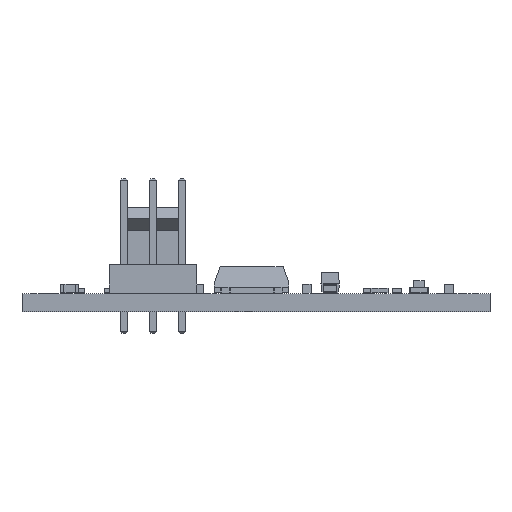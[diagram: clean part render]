
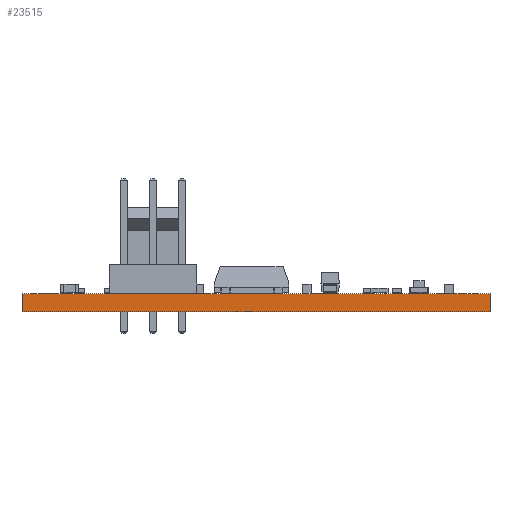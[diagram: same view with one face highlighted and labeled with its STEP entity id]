
A CAD part, front view. The second image highlights one B-rep face of the part: STEP entity #23515.
In plain terms, the highlighted planar face has unit normal (0, -1, 0).
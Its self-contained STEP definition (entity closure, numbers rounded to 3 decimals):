
#23515 = ADVANCED_FACE('',(#23516),#23530,.T.);
#23516 = FACE_BOUND('',#23517,.T.);
#23517 = EDGE_LOOP('',(#23518,#23553,#23581,#23609));
#23518 = ORIENTED_EDGE('',*,*,#23519,.T.);
#23519 = EDGE_CURVE('',#23520,#23522,#23524,.T.);
#23520 = VERTEX_POINT('',#23521);
#23521 = CARTESIAN_POINT('',(186.944,-76.454,0.));
#23522 = VERTEX_POINT('',#23523);
#23523 = CARTESIAN_POINT('',(186.944,-76.454,1.58));
#23524 = SURFACE_CURVE('',#23525,(#23529,#23541),.PCURVE_S1.);
#23525 = LINE('',#23526,#23527);
#23526 = CARTESIAN_POINT('',(186.944,-76.454,0.));
#23527 = VECTOR('',#23528,1.);
#23528 = DIRECTION('',(0.,0.,1.));
#23529 = PCURVE('',#23530,#23535);
#23530 = PLANE('',#23531);
#23531 = AXIS2_PLACEMENT_3D('',#23532,#23533,#23534);
#23532 = CARTESIAN_POINT('',(186.944,-76.454,0.));
#23533 = DIRECTION('',(0.,-1.,0.));
#23534 = DIRECTION('',(-1.,0.,0.));
#23535 = DEFINITIONAL_REPRESENTATION('',(#23536),#23540);
#23536 = LINE('',#23537,#23538);
#23537 = CARTESIAN_POINT('',(0.,-0.));
#23538 = VECTOR('',#23539,1.);
#23539 = DIRECTION('',(0.,-1.));
#23540 = ( GEOMETRIC_REPRESENTATION_CONTEXT(2) 
PARAMETRIC_REPRESENTATION_CONTEXT() REPRESENTATION_CONTEXT('2D SPACE',''
  ) );
#23541 = PCURVE('',#23542,#23547);
#23542 = PLANE('',#23543);
#23543 = AXIS2_PLACEMENT_3D('',#23544,#23545,#23546);
#23544 = CARTESIAN_POINT('',(186.944,-25.4,0.));
#23545 = DIRECTION('',(1.,0.,-0.));
#23546 = DIRECTION('',(0.,-1.,0.));
#23547 = DEFINITIONAL_REPRESENTATION('',(#23548),#23552);
#23548 = LINE('',#23549,#23550);
#23549 = CARTESIAN_POINT('',(51.054,0.));
#23550 = VECTOR('',#23551,1.);
#23551 = DIRECTION('',(0.,-1.));
#23552 = ( GEOMETRIC_REPRESENTATION_CONTEXT(2) 
PARAMETRIC_REPRESENTATION_CONTEXT() REPRESENTATION_CONTEXT('2D SPACE',''
  ) );
#23553 = ORIENTED_EDGE('',*,*,#23554,.T.);
#23554 = EDGE_CURVE('',#23522,#23555,#23557,.T.);
#23555 = VERTEX_POINT('',#23556);
#23556 = CARTESIAN_POINT('',(146.05,-76.454,1.58));
#23557 = SURFACE_CURVE('',#23558,(#23562,#23569),.PCURVE_S1.);
#23558 = LINE('',#23559,#23560);
#23559 = CARTESIAN_POINT('',(186.944,-76.454,1.58));
#23560 = VECTOR('',#23561,1.);
#23561 = DIRECTION('',(-1.,0.,0.));
#23562 = PCURVE('',#23530,#23563);
#23563 = DEFINITIONAL_REPRESENTATION('',(#23564),#23568);
#23564 = LINE('',#23565,#23566);
#23565 = CARTESIAN_POINT('',(0.,-1.58));
#23566 = VECTOR('',#23567,1.);
#23567 = DIRECTION('',(1.,0.));
#23568 = ( GEOMETRIC_REPRESENTATION_CONTEXT(2) 
PARAMETRIC_REPRESENTATION_CONTEXT() REPRESENTATION_CONTEXT('2D SPACE',''
  ) );
#23569 = PCURVE('',#23570,#23575);
#23570 = PLANE('',#23571);
#23571 = AXIS2_PLACEMENT_3D('',#23572,#23573,#23574);
#23572 = CARTESIAN_POINT('',(166.497,-50.927,1.58));
#23573 = DIRECTION('',(-0.,-0.,-1.));
#23574 = DIRECTION('',(-1.,0.,0.));
#23575 = DEFINITIONAL_REPRESENTATION('',(#23576),#23580);
#23576 = LINE('',#23577,#23578);
#23577 = CARTESIAN_POINT('',(-20.447,-25.527));
#23578 = VECTOR('',#23579,1.);
#23579 = DIRECTION('',(1.,0.));
#23580 = ( GEOMETRIC_REPRESENTATION_CONTEXT(2) 
PARAMETRIC_REPRESENTATION_CONTEXT() REPRESENTATION_CONTEXT('2D SPACE',''
  ) );
#23581 = ORIENTED_EDGE('',*,*,#23582,.F.);
#23582 = EDGE_CURVE('',#23583,#23555,#23585,.T.);
#23583 = VERTEX_POINT('',#23584);
#23584 = CARTESIAN_POINT('',(146.05,-76.454,0.));
#23585 = SURFACE_CURVE('',#23586,(#23590,#23597),.PCURVE_S1.);
#23586 = LINE('',#23587,#23588);
#23587 = CARTESIAN_POINT('',(146.05,-76.454,0.));
#23588 = VECTOR('',#23589,1.);
#23589 = DIRECTION('',(0.,0.,1.));
#23590 = PCURVE('',#23530,#23591);
#23591 = DEFINITIONAL_REPRESENTATION('',(#23592),#23596);
#23592 = LINE('',#23593,#23594);
#23593 = CARTESIAN_POINT('',(40.894,0.));
#23594 = VECTOR('',#23595,1.);
#23595 = DIRECTION('',(0.,-1.));
#23596 = ( GEOMETRIC_REPRESENTATION_CONTEXT(2) 
PARAMETRIC_REPRESENTATION_CONTEXT() REPRESENTATION_CONTEXT('2D SPACE',''
  ) );
#23597 = PCURVE('',#23598,#23603);
#23598 = PLANE('',#23599);
#23599 = AXIS2_PLACEMENT_3D('',#23600,#23601,#23602);
#23600 = CARTESIAN_POINT('',(146.05,-76.454,0.));
#23601 = DIRECTION('',(-1.,0.,0.));
#23602 = DIRECTION('',(0.,1.,0.));
#23603 = DEFINITIONAL_REPRESENTATION('',(#23604),#23608);
#23604 = LINE('',#23605,#23606);
#23605 = CARTESIAN_POINT('',(0.,0.));
#23606 = VECTOR('',#23607,1.);
#23607 = DIRECTION('',(0.,-1.));
#23608 = ( GEOMETRIC_REPRESENTATION_CONTEXT(2) 
PARAMETRIC_REPRESENTATION_CONTEXT() REPRESENTATION_CONTEXT('2D SPACE',''
  ) );
#23609 = ORIENTED_EDGE('',*,*,#23610,.F.);
#23610 = EDGE_CURVE('',#23520,#23583,#23611,.T.);
#23611 = SURFACE_CURVE('',#23612,(#23616,#23623),.PCURVE_S1.);
#23612 = LINE('',#23613,#23614);
#23613 = CARTESIAN_POINT('',(186.944,-76.454,0.));
#23614 = VECTOR('',#23615,1.);
#23615 = DIRECTION('',(-1.,0.,0.));
#23616 = PCURVE('',#23530,#23617);
#23617 = DEFINITIONAL_REPRESENTATION('',(#23618),#23622);
#23618 = LINE('',#23619,#23620);
#23619 = CARTESIAN_POINT('',(0.,-0.));
#23620 = VECTOR('',#23621,1.);
#23621 = DIRECTION('',(1.,0.));
#23622 = ( GEOMETRIC_REPRESENTATION_CONTEXT(2) 
PARAMETRIC_REPRESENTATION_CONTEXT() REPRESENTATION_CONTEXT('2D SPACE',''
  ) );
#23623 = PCURVE('',#23624,#23629);
#23624 = PLANE('',#23625);
#23625 = AXIS2_PLACEMENT_3D('',#23626,#23627,#23628);
#23626 = CARTESIAN_POINT('',(166.497,-50.927,0.));
#23627 = DIRECTION('',(-0.,-0.,-1.));
#23628 = DIRECTION('',(-1.,0.,0.));
#23629 = DEFINITIONAL_REPRESENTATION('',(#23630),#23634);
#23630 = LINE('',#23631,#23632);
#23631 = CARTESIAN_POINT('',(-20.447,-25.527));
#23632 = VECTOR('',#23633,1.);
#23633 = DIRECTION('',(1.,0.));
#23634 = ( GEOMETRIC_REPRESENTATION_CONTEXT(2) 
PARAMETRIC_REPRESENTATION_CONTEXT() REPRESENTATION_CONTEXT('2D SPACE',''
  ) );
